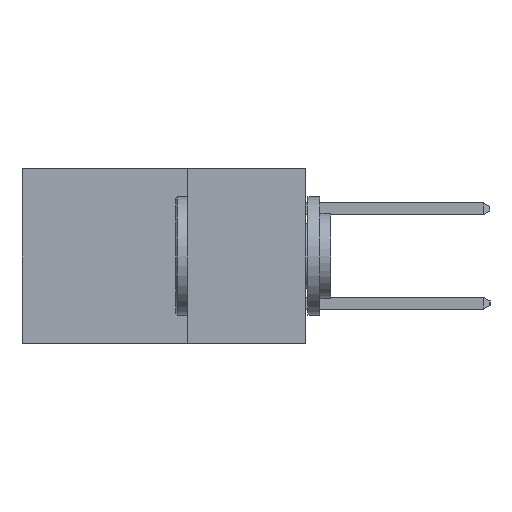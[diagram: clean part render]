
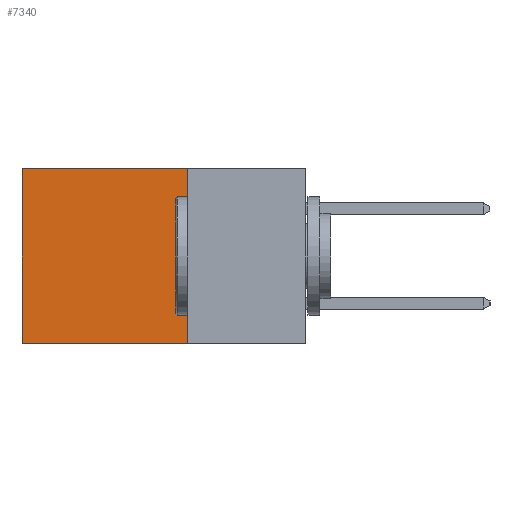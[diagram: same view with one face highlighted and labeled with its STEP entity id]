
A CAD part, left-side view. The second image highlights one B-rep face of the part: STEP entity #7340.
In plain terms, the highlighted planar face has unit normal (-1, 0, 0).
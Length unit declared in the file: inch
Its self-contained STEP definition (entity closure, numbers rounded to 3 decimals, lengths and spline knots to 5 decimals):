
#72 = ORIENTED_EDGE ( 'NONE', *, *, #16504, .F. ) ;
#625 = CARTESIAN_POINT ( 'NONE',  ( 0.2615, 0.25, 0. ) ) ;
#850 = EDGE_CURVE ( 'NONE', #2206, #5654, #9807, .T. ) ;
#1227 = CARTESIAN_POINT ( 'NONE',  ( 0.2615, 0.6, -0.37 ) ) ;
#2206 = VERTEX_POINT ( 'NONE', #625 ) ;
#2830 = CARTESIAN_POINT ( 'NONE',  ( 0.2615, 0.6, 0. ) ) ;
#3152 = ORIENTED_EDGE ( 'NONE', *, *, #850, .T. ) ;
#4324 = VECTOR ( 'NONE', #8029, 39.37008 ) ;
#4940 = VERTEX_POINT ( 'NONE', #13556 ) ;
#5244 = CARTESIAN_POINT ( 'NONE',  ( 0.2615, 0.25, -0.37 ) ) ;
#5392 = DIRECTION ( 'NONE',  ( 0., 1., 0. ) ) ;
#5510 = CARTESIAN_POINT ( 'NONE',  ( 0.2615, 0.25, -0.37 ) ) ;
#5654 = VERTEX_POINT ( 'NONE', #2830 ) ;
#6768 = DIRECTION ( 'NONE',  ( 0., 0., -1. ) ) ;
#7026 = DIRECTION ( 'NONE',  ( 0., 0., -1. ) ) ;
#7340 = ADVANCED_FACE ( 'NONE', ( #17145 ), #12784, .F. ) ;
#8029 = DIRECTION ( 'NONE',  ( 0., 1., 0. ) ) ;
#8488 = VERTEX_POINT ( 'NONE', #12278 ) ;
#8845 = LINE ( 'NONE', #15653, #4324 ) ;
#9014 = DIRECTION ( 'NONE',  ( 0., 0., -1. ) ) ;
#9040 = EDGE_CURVE ( 'NONE', #5654, #4940, #19241, .T. ) ;
#9807 = LINE ( 'NONE', #13015, #13882 ) ;
#10308 = EDGE_CURVE ( 'NONE', #8488, #4940, #8845, .T. ) ;
#11491 = VECTOR ( 'NONE', #7026, 39.37008 ) ;
#12278 = CARTESIAN_POINT ( 'NONE',  ( 0.2615, 0.25, -0.37 ) ) ;
#12784 = PLANE ( 'NONE',  #15226 ) ;
#13015 = CARTESIAN_POINT ( 'NONE',  ( 0.2615, 0.25, 0. ) ) ;
#13556 = CARTESIAN_POINT ( 'NONE',  ( 0.2615, 0.6, -0.37 ) ) ;
#13882 = VECTOR ( 'NONE', #5392, 39.37008 ) ;
#15137 = VECTOR ( 'NONE', #9014, 39.37008 ) ;
#15226 = AXIS2_PLACEMENT_3D ( 'NONE', #5244, #15923, #6768 ) ;
#15653 = CARTESIAN_POINT ( 'NONE',  ( 0.2615, 0.25, -0.37 ) ) ;
#15923 = DIRECTION ( 'NONE',  ( 1., 0., 0. ) ) ;
#16504 = EDGE_CURVE ( 'NONE', #2206, #8488, #19703, .T. ) ;
#17145 = FACE_OUTER_BOUND ( 'NONE', #19051, .T. ) ;
#18253 = ORIENTED_EDGE ( 'NONE', *, *, #9040, .T. ) ;
#19051 = EDGE_LOOP ( 'NONE', ( #18253, #19279, #72, #3152 ) ) ;
#19241 = LINE ( 'NONE', #1227, #15137 ) ;
#19279 = ORIENTED_EDGE ( 'NONE', *, *, #10308, .F. ) ;
#19703 = LINE ( 'NONE', #5510, #11491 ) ;
